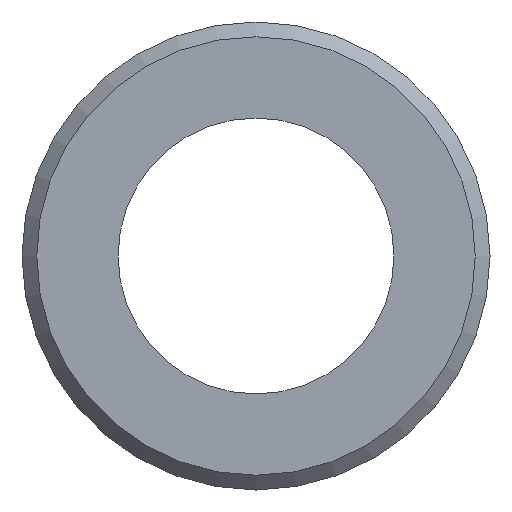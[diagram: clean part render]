
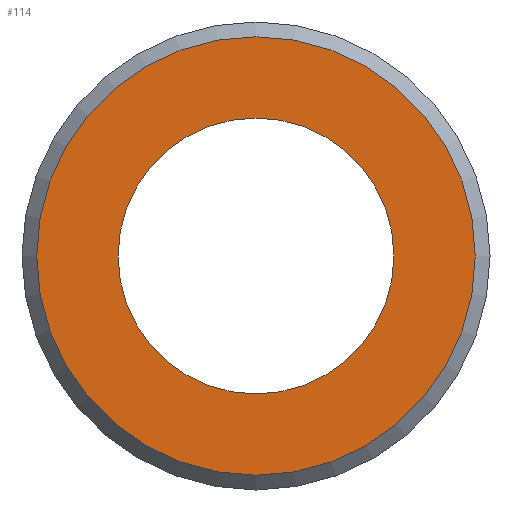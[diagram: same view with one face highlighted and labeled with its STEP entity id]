
A CAD part, front view. The second image highlights one B-rep face of the part: STEP entity #114.
In plain terms, the highlighted planar face has unit normal (0, -1, 0).
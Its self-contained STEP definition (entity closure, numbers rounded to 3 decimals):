
#16=FACE_BOUND('',#38,.T.);
#19=PLANE('',#141);
#28=FACE_OUTER_BOUND('',#37,.T.);
#37=EDGE_LOOP('',(#96));
#38=EDGE_LOOP('',(#97));
#57=CIRCLE('',#140,8.9);
#58=CIRCLE('',#142,5.6);
#65=VERTEX_POINT('',#202);
#66=VERTEX_POINT('',#206);
#76=EDGE_CURVE('',#65,#65,#57,.T.);
#77=EDGE_CURVE('',#66,#66,#58,.T.);
#96=ORIENTED_EDGE('',*,*,#76,.F.);
#97=ORIENTED_EDGE('',*,*,#77,.F.);
#114=ADVANCED_FACE('',(#28,#16),#19,.F.);
#140=AXIS2_PLACEMENT_3D('',#204,#169,#170);
#141=AXIS2_PLACEMENT_3D('',#205,#171,#172);
#142=AXIS2_PLACEMENT_3D('',#207,#173,#174);
#169=DIRECTION('center_axis',(0.,1.,0.));
#170=DIRECTION('ref_axis',(1.,0.,0.));
#171=DIRECTION('center_axis',(0.,1.,0.));
#172=DIRECTION('ref_axis',(1.,0.,0.));
#173=DIRECTION('center_axis',(0.,-1.,0.));
#174=DIRECTION('ref_axis',(1.,0.,0.));
#202=CARTESIAN_POINT('',(-8.9,0.,0.));
#204=CARTESIAN_POINT('Origin',(0.,0.,0.));
#205=CARTESIAN_POINT('Origin',(0.,0.,0.));
#206=CARTESIAN_POINT('',(-5.6,0.,0.));
#207=CARTESIAN_POINT('Origin',(0.,0.,0.));
